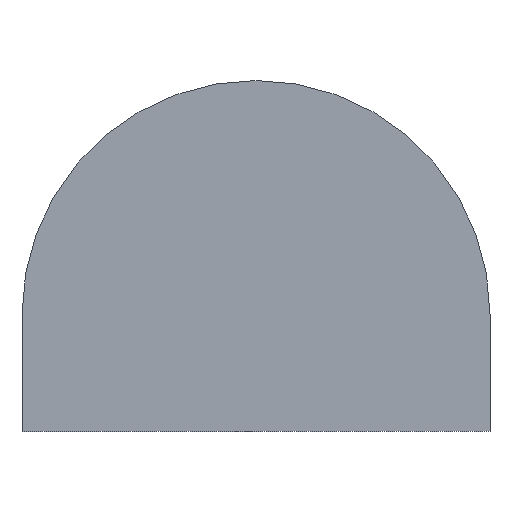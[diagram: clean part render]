
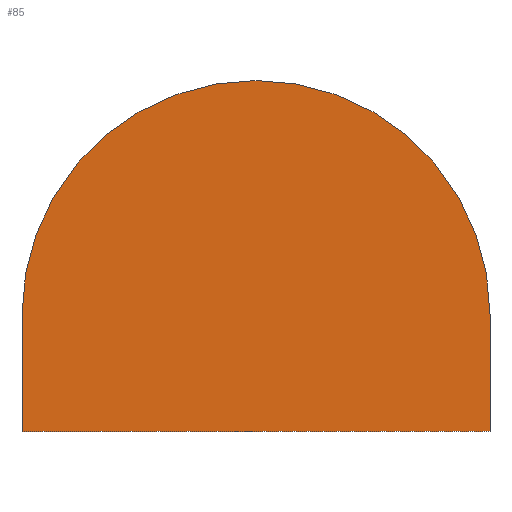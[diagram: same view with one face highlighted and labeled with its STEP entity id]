
A CAD part, front view. The second image highlights one B-rep face of the part: STEP entity #85.
In plain terms, the highlighted planar face has unit normal (0, -1, 0).
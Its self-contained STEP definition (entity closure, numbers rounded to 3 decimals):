
#2 = EDGE_CURVE ( 'NONE', #145, #97, #7, .T. ) ;
#5 = ORIENTED_EDGE ( 'NONE', *, *, #173, .T. ) ;
#7 = CIRCLE ( 'NONE', #193, 10. ) ;
#11 = DIRECTION ( 'NONE',  ( 0., 0., -1. ) ) ;
#12 = VECTOR ( 'NONE', #139, 1000. ) ;
#16 = EDGE_CURVE ( 'NONE', #121, #145, #134, .T. ) ;
#20 = CARTESIAN_POINT ( 'NONE',  ( 0., 0., 0. ) ) ;
#35 = VECTOR ( 'NONE', #54, 1000. ) ;
#38 = VERTEX_POINT ( 'NONE', #77 ) ;
#42 = DIRECTION ( 'NONE',  ( 0., -1., 0. ) ) ;
#50 = EDGE_LOOP ( 'NONE', ( #231, #140, #133, #5 ) ) ;
#54 = DIRECTION ( 'NONE',  ( 0., 0., 1. ) ) ;
#57 = LINE ( 'NONE', #75, #12 ) ;
#75 = CARTESIAN_POINT ( 'NONE',  ( 0., 0., -7.5 ) ) ;
#77 = CARTESIAN_POINT ( 'NONE',  ( -10., 0., -7.5 ) ) ;
#81 = EDGE_CURVE ( 'NONE', #38, #121, #57, .T. ) ;
#85 = ADVANCED_FACE ( 'NONE', ( #96 ), #178, .F. ) ;
#94 = CARTESIAN_POINT ( 'NONE',  ( 0., 0., -2.5 ) ) ;
#96 = FACE_OUTER_BOUND ( 'NONE', #50, .T. ) ;
#97 = VERTEX_POINT ( 'NONE', #163 ) ;
#103 = CARTESIAN_POINT ( 'NONE',  ( -10., 0., 0. ) ) ;
#121 = VERTEX_POINT ( 'NONE', #143 ) ;
#127 = CARTESIAN_POINT ( 'NONE',  ( 10., 0., -2.5 ) ) ;
#133 = ORIENTED_EDGE ( 'NONE', *, *, #2, .T. ) ;
#134 = LINE ( 'NONE', #237, #35 ) ;
#139 = DIRECTION ( 'NONE',  ( 1., 0., 0. ) ) ;
#140 = ORIENTED_EDGE ( 'NONE', *, *, #16, .T. ) ;
#143 = CARTESIAN_POINT ( 'NONE',  ( 10., 0., -7.5 ) ) ;
#144 = DIRECTION ( 'NONE',  ( 1., 0., 0. ) ) ;
#145 = VERTEX_POINT ( 'NONE', #127 ) ;
#163 = CARTESIAN_POINT ( 'NONE',  ( -10., 0., -2.5 ) ) ;
#166 = DIRECTION ( 'NONE',  ( 0., 0., 1. ) ) ;
#173 = EDGE_CURVE ( 'NONE', #97, #38, #202, .T. ) ;
#178 = PLANE ( 'NONE',  #239 ) ;
#193 = AXIS2_PLACEMENT_3D ( 'NONE', #94, #42, #166 ) ;
#199 = DIRECTION ( 'NONE',  ( 0., 1., 0. ) ) ;
#202 = LINE ( 'NONE', #103, #240 ) ;
#231 = ORIENTED_EDGE ( 'NONE', *, *, #81, .T. ) ;
#237 = CARTESIAN_POINT ( 'NONE',  ( 10., 0., 0. ) ) ;
#239 = AXIS2_PLACEMENT_3D ( 'NONE', #20, #199, #144 ) ;
#240 = VECTOR ( 'NONE', #11, 1000. ) ;
